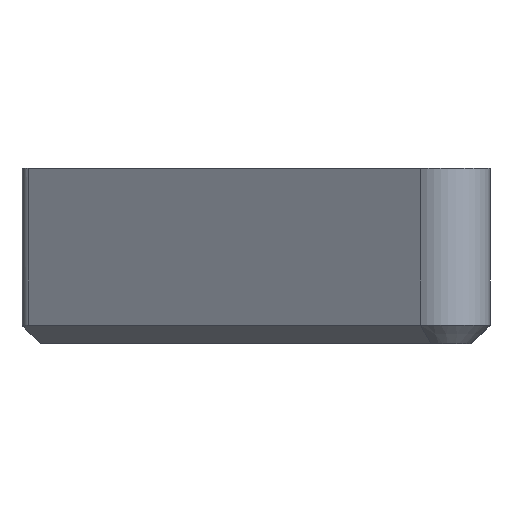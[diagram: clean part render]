
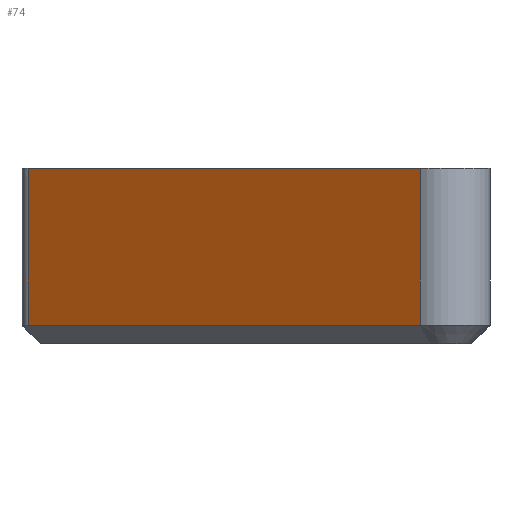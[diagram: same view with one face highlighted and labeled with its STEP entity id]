
A CAD part, left-side view. The second image highlights one B-rep face of the part: STEP entity #74.
In plain terms, the highlighted planar face has unit normal (-0.819, 0.574, 0).
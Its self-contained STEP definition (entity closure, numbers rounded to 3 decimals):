
#49=FACE_OUTER_BOUND('',#111,.T.);
#74=ADVANCED_FACE('',(#49),#95,.T.);
#95=PLANE('',#431);
#111=EDGE_LOOP('',(#167,#168,#169,#170));
#167=ORIENTED_EDGE('',*,*,#301,.F.);
#168=ORIENTED_EDGE('',*,*,#283,.F.);
#169=ORIENTED_EDGE('',*,*,#293,.T.);
#170=ORIENTED_EDGE('',*,*,#300,.F.);
#251=VERTEX_POINT('',#589);
#252=VERTEX_POINT('',#590);
#261=VERTEX_POINT('',#610);
#266=VERTEX_POINT('',#622);
#283=EDGE_CURVE('',#251,#252,#335,.T.);
#293=EDGE_CURVE('',#251,#261,#339,.T.);
#300=EDGE_CURVE('',#266,#261,#344,.T.);
#301=EDGE_CURVE('',#252,#266,#345,.T.);
#335=LINE('',#588,#367);
#339=LINE('',#609,#371);
#344=LINE('',#623,#376);
#345=LINE('',#625,#377);
#367=VECTOR('',#468,1.);
#371=VECTOR('',#486,1.);
#376=VECTOR('',#497,1.);
#377=VECTOR('',#500,1.);
#431=AXIS2_PLACEMENT_3D('',#626,#501,#502);
#468=DIRECTION('',(-0.574,-0.819,0.));
#486=DIRECTION('',(0.,0.,-1.));
#497=DIRECTION('',(0.574,0.819,0.));
#500=DIRECTION('',(0.,0.,-1.));
#501=DIRECTION('',(-0.819,0.574,0.));
#502=DIRECTION('',(0.574,0.819,0.));
#588=CARTESIAN_POINT('',(-3.425,6.179,0.));
#589=CARTESIAN_POINT('',(-3.425,6.179,0.));
#590=CARTESIAN_POINT('',(-10.876,-4.462,0.));
#609=CARTESIAN_POINT('',(-3.425,6.179,0.));
#610=CARTESIAN_POINT('',(-3.425,6.179,-4.26));
#622=CARTESIAN_POINT('',(-10.876,-4.462,-4.26));
#623=CARTESIAN_POINT('',(-10.876,-4.462,-4.26));
#625=CARTESIAN_POINT('',(-10.876,-4.462,0.));
#626=CARTESIAN_POINT('',(-3.425,6.179,0.));
